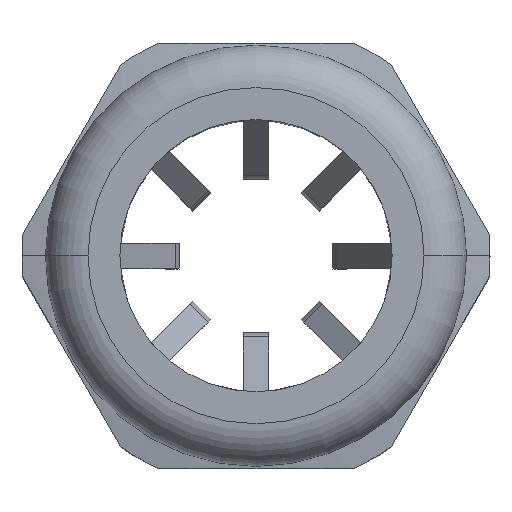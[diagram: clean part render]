
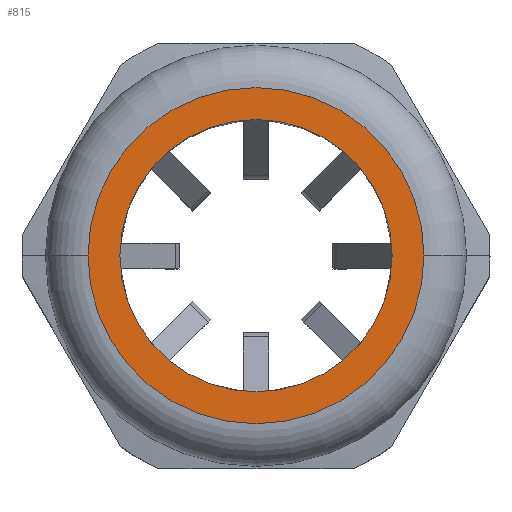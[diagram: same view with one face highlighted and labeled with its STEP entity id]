
A CAD part, top view. The second image highlights one B-rep face of the part: STEP entity #815.
In plain terms, the highlighted planar face has unit normal (0, 0, 1).
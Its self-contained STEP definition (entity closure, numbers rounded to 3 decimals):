
#190 = AXIS2_PLACEMENT_3D ( 'NONE', #1642, #1643, #1644 ) ;
#192 = AXIS2_PLACEMENT_3D ( 'NONE', #1645, #1646, #1647 ) ;
#407 = CIRCLE ( 'NONE', #2326, 16. ) ;
#409 = CIRCLE ( 'NONE', #2118, 19.75 ) ;
#438 = CIRCLE ( 'NONE', #192, 19.75 ) ;
#439 = CIRCLE ( 'NONE', #190, 16. ) ;
#588 = EDGE_CURVE ( 'NONE', #2709, #2708, #439, .T. ) ;
#589 = EDGE_CURVE ( 'NONE', #2716, #2717, #438, .T. ) ;
#690 = EDGE_CURVE ( 'NONE', #2717, #2716, #409, .T. ) ;
#704 = EDGE_CURVE ( 'NONE', #2708, #2709, #407, .T. ) ;
#815 = ADVANCED_FACE ( 'NONE', ( #2172, #2171 ), #2888, .T. ) ;
#843 = EDGE_LOOP ( 'NONE', ( #2843, #2845 ) ) ;
#1012 = CARTESIAN_POINT ( 'NONE',  ( 0., 0., 43.5 ) ) ;
#1016 = DIRECTION ( 'NONE',  ( 0., 0., 1. ) ) ;
#1017 = DIRECTION ( 'NONE',  ( 1., 0., 0. ) ) ;
#1053 = CARTESIAN_POINT ( 'NONE',  ( 0., 0., 43.5 ) ) ;
#1063 = DIRECTION ( 'NONE',  ( 0., 0., 1. ) ) ;
#1064 = DIRECTION ( 'NONE',  ( 1., 0., 0. ) ) ;
#1642 = CARTESIAN_POINT ( 'NONE',  ( 0., 0., 43.5 ) ) ;
#1643 = DIRECTION ( 'NONE',  ( 0., 0., 1. ) ) ;
#1644 = DIRECTION ( 'NONE',  ( 1., 0., 0. ) ) ;
#1645 = CARTESIAN_POINT ( 'NONE',  ( 0., 0., 43.5 ) ) ;
#1646 = DIRECTION ( 'NONE',  ( 0., 0., 1. ) ) ;
#1647 = DIRECTION ( 'NONE',  ( 1., 0., 0. ) ) ;
#2118 = AXIS2_PLACEMENT_3D ( 'NONE', #1012, #1016, #1017 ) ;
#2164 = AXIS2_PLACEMENT_3D ( 'NONE', #2889, #2890, #2891 ) ;
#2171 = FACE_OUTER_BOUND ( 'NONE', #2374, .T. ) ;
#2172 = FACE_BOUND ( 'NONE', #843, .T. ) ;
#2326 = AXIS2_PLACEMENT_3D ( 'NONE', #1053, #1063, #1064 ) ;
#2374 = EDGE_LOOP ( 'NONE', ( #2842, #2846 ) ) ;
#2708 = VERTEX_POINT ( 'NONE', #2963 ) ;
#2709 = VERTEX_POINT ( 'NONE', #2964 ) ;
#2716 = VERTEX_POINT ( 'NONE', #2971 ) ;
#2717 = VERTEX_POINT ( 'NONE', #2972 ) ;
#2842 = ORIENTED_EDGE ( 'NONE', *, *, #690, .T. ) ;
#2843 = ORIENTED_EDGE ( 'NONE', *, *, #588, .F. ) ;
#2845 = ORIENTED_EDGE ( 'NONE', *, *, #704, .F. ) ;
#2846 = ORIENTED_EDGE ( 'NONE', *, *, #589, .T. ) ;
#2888 = PLANE ( 'NONE',  #2164 ) ;
#2889 = CARTESIAN_POINT ( 'NONE',  ( 0., 0., 43.5 ) ) ;
#2890 = DIRECTION ( 'NONE',  ( 0., 0., 1. ) ) ;
#2891 = DIRECTION ( 'NONE',  ( 1., 0., 0. ) ) ;
#2963 = CARTESIAN_POINT ( 'NONE',  ( -16., 0., 43.5 ) ) ;
#2964 = CARTESIAN_POINT ( 'NONE',  ( 16., 0., 43.5 ) ) ;
#2971 = CARTESIAN_POINT ( 'NONE',  ( -19.75, 0., 43.5 ) ) ;
#2972 = CARTESIAN_POINT ( 'NONE',  ( 19.75, 0., 43.5 ) ) ;
